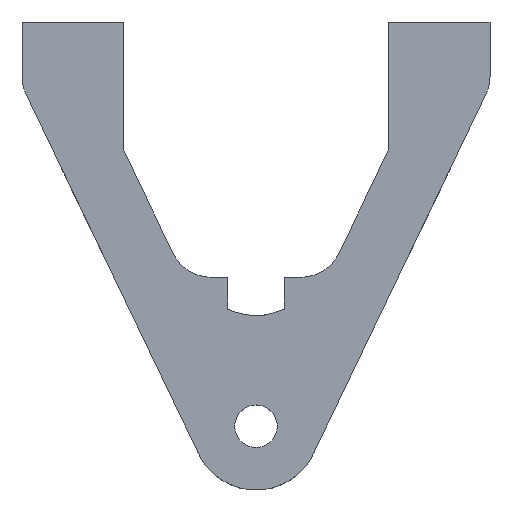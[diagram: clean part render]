
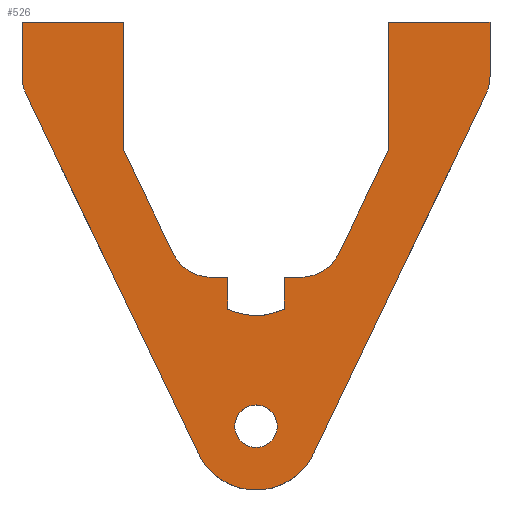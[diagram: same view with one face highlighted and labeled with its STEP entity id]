
A CAD part, top view. The second image highlights one B-rep face of the part: STEP entity #526.
In plain terms, the highlighted planar face has unit normal (0, 0, 1).
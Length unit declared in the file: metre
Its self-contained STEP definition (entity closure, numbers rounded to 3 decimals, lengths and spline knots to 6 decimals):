
#16=B_SPLINE_CURVE_WITH_KNOTS('',3,(#815,#816,#817,#818,#819,#820),
 .UNSPECIFIED.,.F.,.F.,(4,1,1,4),(0.017521,0.019697,
0.021873,0.026226),.UNSPECIFIED.);
#19=LINE('',#800,#63);
#21=LINE('',#804,#65);
#24=LINE('',#823,#68);
#25=LINE('',#826,#69);
#26=LINE('',#828,#70);
#27=LINE('',#830,#71);
#28=LINE('',#832,#72);
#29=LINE('',#836,#73);
#30=LINE('',#840,#74);
#31=LINE('',#844,#75);
#32=LINE('',#846,#76);
#33=LINE('',#848,#77);
#34=LINE('',#850,#78);
#35=LINE('',#853,#79);
#63=VECTOR('',#642,1.);
#65=VECTOR('',#646,1.);
#68=VECTOR('',#655,1.);
#69=VECTOR('',#658,1.);
#70=VECTOR('',#659,1.);
#71=VECTOR('',#660,1.);
#72=VECTOR('',#661,1.);
#73=VECTOR('',#664,1.);
#74=VECTOR('',#667,1.);
#75=VECTOR('',#670,1.);
#76=VECTOR('',#671,1.);
#77=VECTOR('',#672,1.);
#78=VECTOR('',#673,1.);
#79=VECTOR('',#676,1.);
#108=PLANE('',#576);
#135=ORIENTED_EDGE('',*,*,#279,.T.);
#136=ORIENTED_EDGE('',*,*,#280,.T.);
#137=ORIENTED_EDGE('',*,*,#281,.T.);
#138=ORIENTED_EDGE('',*,*,#275,.T.);
#139=ORIENTED_EDGE('',*,*,#282,.T.);
#140=ORIENTED_EDGE('',*,*,#283,.F.);
#141=ORIENTED_EDGE('',*,*,#284,.F.);
#142=ORIENTED_EDGE('',*,*,#285,.F.);
#143=ORIENTED_EDGE('',*,*,#286,.F.);
#144=ORIENTED_EDGE('',*,*,#287,.F.);
#145=ORIENTED_EDGE('',*,*,#288,.F.);
#146=ORIENTED_EDGE('',*,*,#289,.T.);
#147=ORIENTED_EDGE('',*,*,#290,.T.);
#148=ORIENTED_EDGE('',*,*,#291,.T.);
#149=ORIENTED_EDGE('',*,*,#292,.T.);
#150=ORIENTED_EDGE('',*,*,#293,.T.);
#151=ORIENTED_EDGE('',*,*,#294,.T.);
#152=ORIENTED_EDGE('',*,*,#295,.T.);
#153=ORIENTED_EDGE('',*,*,#296,.F.);
#154=ORIENTED_EDGE('',*,*,#273,.T.);
#155=ORIENTED_EDGE('',*,*,#297,.T.);
#273=EDGE_CURVE('',#346,#345,#19,.T.);
#275=EDGE_CURVE('',#347,#348,#21,.T.);
#279=EDGE_CURVE('',#351,#351,#398,.F.);
#280=EDGE_CURVE('',#352,#353,#16,.T.);
#281=EDGE_CURVE('',#353,#347,#24,.F.);
#282=EDGE_CURVE('',#348,#354,#399,.T.);
#283=EDGE_CURVE('',#355,#354,#25,.T.);
#284=EDGE_CURVE('',#356,#355,#26,.T.);
#285=EDGE_CURVE('',#357,#356,#27,.T.);
#286=EDGE_CURVE('',#358,#357,#28,.T.);
#287=EDGE_CURVE('',#359,#358,#400,.T.);
#288=EDGE_CURVE('',#360,#359,#29,.T.);
#289=EDGE_CURVE('',#360,#361,#401,.T.);
#290=EDGE_CURVE('',#361,#362,#30,.T.);
#291=EDGE_CURVE('',#362,#363,#402,.T.);
#292=EDGE_CURVE('',#363,#364,#31,.T.);
#293=EDGE_CURVE('',#364,#365,#32,.T.);
#294=EDGE_CURVE('',#365,#366,#33,.T.);
#295=EDGE_CURVE('',#366,#367,#34,.T.);
#296=EDGE_CURVE('',#346,#367,#403,.T.);
#297=EDGE_CURVE('',#345,#352,#35,.T.);
#345=VERTEX_POINT('',#799);
#346=VERTEX_POINT('',#801);
#347=VERTEX_POINT('',#805);
#348=VERTEX_POINT('',#806);
#351=VERTEX_POINT('',#814);
#352=VERTEX_POINT('',#821);
#353=VERTEX_POINT('',#822);
#354=VERTEX_POINT('',#825);
#355=VERTEX_POINT('',#827);
#356=VERTEX_POINT('',#829);
#357=VERTEX_POINT('',#831);
#358=VERTEX_POINT('',#833);
#359=VERTEX_POINT('',#835);
#360=VERTEX_POINT('',#837);
#361=VERTEX_POINT('',#839);
#362=VERTEX_POINT('',#841);
#363=VERTEX_POINT('',#843);
#364=VERTEX_POINT('',#845);
#365=VERTEX_POINT('',#847);
#366=VERTEX_POINT('',#849);
#367=VERTEX_POINT('',#851);
#398=CIRCLE('',#577,0.003175);
#399=CIRCLE('',#578,0.00635);
#400=CIRCLE('',#579,0.00635);
#401=CIRCLE('',#580,0.009525);
#402=CIRCLE('',#581,0.00635);
#403=CIRCLE('',#582,0.00635);
#422=EDGE_LOOP('',(#135));
#423=EDGE_LOOP('',(#136,#137,#138,#139,#140,#141,#142,#143,#144,#145,#146,
#147,#148,#149,#150,#151,#152,#153,#154,#155));
#468=FACE_BOUND('',#422,.T.);
#469=FACE_BOUND('',#423,.T.);
#526=ADVANCED_FACE('',(#468,#469),#108,.T.);
#576=AXIS2_PLACEMENT_3D('',#812,#651,#652);
#577=AXIS2_PLACEMENT_3D('',#813,#653,#654);
#578=AXIS2_PLACEMENT_3D('',#824,#656,#657);
#579=AXIS2_PLACEMENT_3D('',#834,#662,#663);
#580=AXIS2_PLACEMENT_3D('',#838,#665,#666);
#581=AXIS2_PLACEMENT_3D('',#842,#668,#669);
#582=AXIS2_PLACEMENT_3D('',#852,#674,#675);
#642=DIRECTION('',(-1.,0.,0.));
#646=DIRECTION('',(-1.,0.,0.));
#651=DIRECTION('',(0.,0.,1.));
#652=DIRECTION('',(1.,0.,0.));
#653=DIRECTION('',(0.,0.,1.));
#654=DIRECTION('',(1.,0.,0.));
#655=DIRECTION('',(0.,-1.,0.));
#656=DIRECTION('',(0.,0.,-1.));
#657=DIRECTION('',(1.,0.,0.));
#658=DIRECTION('',(0.432,-0.902,0.));
#659=DIRECTION('',(0.,-1.,0.));
#660=DIRECTION('',(1.,0.,0.));
#661=DIRECTION('',(0.,1.,0.));
#662=DIRECTION('',(0.,0.,-1.));
#663=DIRECTION('',(1.,0.,0.));
#664=DIRECTION('',(-0.432,0.902,0.));
#665=DIRECTION('',(0.,0.,1.));
#666=DIRECTION('',(1.,0.,0.));
#667=DIRECTION('',(0.432,0.902,0.));
#668=DIRECTION('',(0.,0.,1.));
#669=DIRECTION('',(1.,0.,0.));
#670=DIRECTION('',(0.,1.,0.));
#671=DIRECTION('',(-1.,0.,0.));
#672=DIRECTION('',(0.,-1.,0.));
#673=DIRECTION('',(-0.432,-0.902,0.));
#674=DIRECTION('',(0.,0.,1.));
#675=DIRECTION('',(1.,0.,0.));
#676=DIRECTION('',(0.,-1.,0.));
#799=CARTESIAN_POINT('',(0.0042,0.022225,0.009525));
#800=CARTESIAN_POINT('',(0.00333,0.022225,0.009525));
#801=CARTESIAN_POINT('',(0.006661,0.022225,0.009525));
#804=CARTESIAN_POINT('',(0.00333,0.022225,0.009525));
#805=CARTESIAN_POINT('',(-0.0042,0.022225,0.009525));
#806=CARTESIAN_POINT('',(-0.006661,0.022225,0.009525));
#812=CARTESIAN_POINT('',(0.,0.0254,0.009525));
#813=CARTESIAN_POINT('',(0.,0.,0.009525));
#814=CARTESIAN_POINT('',(0.003175,0.,0.009525));
#815=CARTESIAN_POINT('',(0.0042,0.017463,0.009525));
#816=CARTESIAN_POINT('',(0.003525,0.017194,0.009525));
#817=CARTESIAN_POINT('',(0.002163,0.016717,0.009525));
#818=CARTESIAN_POINT('',(-0.00075,0.016299,0.009525));
#819=CARTESIAN_POINT('',(-0.002863,0.016931,0.009525));
#820=CARTESIAN_POINT('',(-0.0042,0.017463,0.009525));
#821=CARTESIAN_POINT('',(0.0042,0.017463,0.009525));
#822=CARTESIAN_POINT('',(-0.0042,0.017463,0.009525));
#823=CARTESIAN_POINT('',(-0.0042,0.022225,0.009525));
#824=CARTESIAN_POINT('',(-0.006661,0.028575,0.009525));
#825=CARTESIAN_POINT('',(-0.012387,0.025829,0.009525));
#826=CARTESIAN_POINT('',(-0.01609,0.033552,0.009525));
#827=CARTESIAN_POINT('',(-0.019794,0.041275,0.009525));
#828=CARTESIAN_POINT('',(-0.019794,0.0508,0.009525));
#829=CARTESIAN_POINT('',(-0.019794,0.060325,0.009525));
#830=CARTESIAN_POINT('',(-0.027359,0.060325,0.009525));
#831=CARTESIAN_POINT('',(-0.034925,0.060325,0.009525));
#832=CARTESIAN_POINT('',(-0.034925,0.056284,0.009525));
#833=CARTESIAN_POINT('',(-0.034925,0.052244,0.009525));
#834=CARTESIAN_POINT('',(-0.028575,0.052244,0.009525));
#835=CARTESIAN_POINT('',(-0.034301,0.049498,0.009525));
#836=CARTESIAN_POINT('',(-0.021445,0.02269,0.009525));
#837=CARTESIAN_POINT('',(-0.008588,-0.004119,0.009525));
#838=CARTESIAN_POINT('',(0.,0.,0.009525));
#839=CARTESIAN_POINT('',(0.008588,-0.004119,0.009525));
#840=CARTESIAN_POINT('',(0.021445,0.02269,0.009525));
#841=CARTESIAN_POINT('',(0.034301,0.049498,0.009525));
#842=CARTESIAN_POINT('',(0.028575,0.052244,0.009525));
#843=CARTESIAN_POINT('',(0.034925,0.052244,0.009525));
#844=CARTESIAN_POINT('',(0.034925,0.056284,0.009525));
#845=CARTESIAN_POINT('',(0.034925,0.060325,0.009525));
#846=CARTESIAN_POINT('',(0.027359,0.060325,0.009525));
#847=CARTESIAN_POINT('',(0.019794,0.060325,0.009525));
#848=CARTESIAN_POINT('',(0.019794,0.0508,0.009525));
#849=CARTESIAN_POINT('',(0.019794,0.041275,0.009525));
#850=CARTESIAN_POINT('',(0.01609,0.033552,0.009525));
#851=CARTESIAN_POINT('',(0.012387,0.025829,0.009525));
#852=CARTESIAN_POINT('',(0.006661,0.028575,0.009525));
#853=CARTESIAN_POINT('',(0.0042,0.022225,0.009525));
